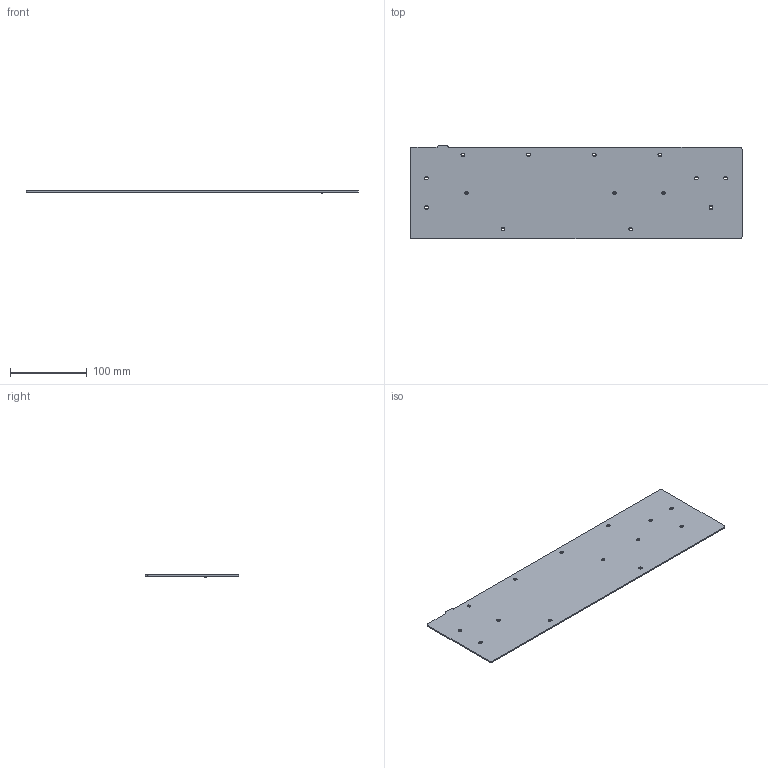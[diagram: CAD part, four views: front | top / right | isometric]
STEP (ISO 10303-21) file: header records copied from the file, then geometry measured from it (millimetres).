
FILE_DESCRIPTION(('KiCad electronic assembly'),'2;1');
FILE_NAME('100plus.step','2018-06-01T03:04:13',('An Author'),( 'A Company'),'Open CASCADE STEP processor 6.8', 'KiCad to STEP converter','Unknown');
FILE_SCHEMA(('AUTOMOTIVE_DESIGN_CC2 { 1 2 10303 214 -1 1 5 4 }'));
Length unit declared in the file: millimetre
Products named in the file (6): Open CASCADE STEP translator 6.8 1; D_SOD-123; SOLID; R_0603_1608Metric; COMPOUND
Assembly tree (5 placements, depth 3):
  Open CASCADE STEP translator 6.8 1
    D_SOD-123
      SOLID
    R_0603_1608Metric
      SOLID
    COMPOUND
Bounding box: 433.39 x 121.44 x 2.9 mm (x, y, z)
Volume: 82347.4 mm3; surface area: 105251.7 mm2
Topology: 3 solids, 3 shells, 248 faces, 683 edges, 442 vertices
Faces by surface type: cylinder 134, plane 88, bspline 26
Full cylindrical faces by diameter (mm): 0.6 x84
Entity records: 21108 total; most frequent: CARTESIAN_POINT 7023, DIRECTION 2363, ORIENTED_EDGE 1366, PCURVE 1366, DEFINITIONAL_REPRESENTATION 1366, LINE 1355, VECTOR 1355, EDGE_CURVE 683
